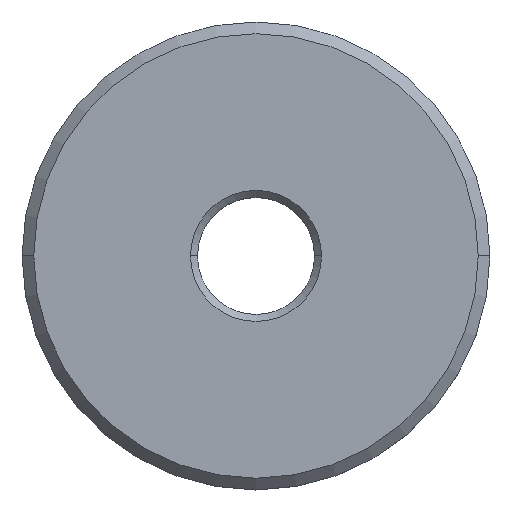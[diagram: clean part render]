
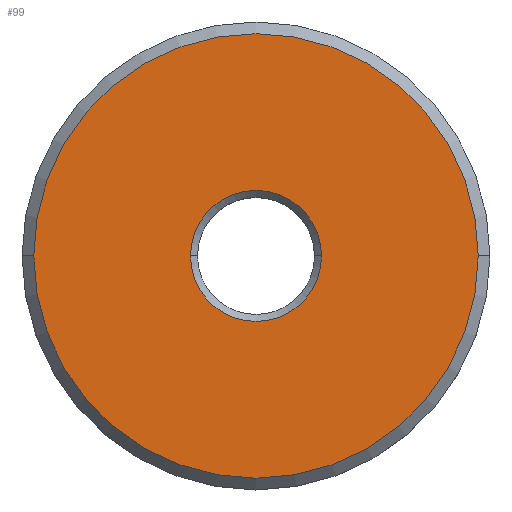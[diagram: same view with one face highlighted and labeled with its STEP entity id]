
A CAD part, top view. The second image highlights one B-rep face of the part: STEP entity #99.
In plain terms, the highlighted planar face has unit normal (0, 0, 1).
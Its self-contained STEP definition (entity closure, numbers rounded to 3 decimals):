
#3 = VERTEX_POINT ( 'NONE', #392 ) ;
#16 = ORIENTED_EDGE ( 'NONE', *, *, #178, .T. ) ;
#37 = VERTEX_POINT ( 'NONE', #239 ) ;
#91 = ORIENTED_EDGE ( 'NONE', *, *, #134, .T. ) ;
#92 = ORIENTED_EDGE ( 'NONE', *, *, #93, .T. ) ;
#93 = EDGE_CURVE ( 'NONE', #3, #37, #328, .T. ) ;
#99 = ADVANCED_FACE ( 'NONE', ( #367, #366 ), #365, .T. ) ;
#100 = EDGE_LOOP ( 'NONE', ( #156, #16 ) ) ;
#134 = EDGE_CURVE ( 'NONE', #37, #3, #412, .T. ) ;
#156 = ORIENTED_EDGE ( 'NONE', *, *, #157, .T. ) ;
#157 = EDGE_CURVE ( 'NONE', #180, #179, #543, .T. ) ;
#158 = EDGE_LOOP ( 'NONE', ( #91, #92 ) ) ;
#178 = EDGE_CURVE ( 'NONE', #179, #180, #472, .T. ) ;
#179 = VERTEX_POINT ( 'NONE', #501 ) ;
#180 = VERTEX_POINT ( 'NONE', #500 ) ;
#239 = CARTESIAN_POINT ( 'NONE',  ( 2.8, 0., 0. ) ) ;
#324 = DIRECTION ( 'NONE',  ( 1., 0., 0. ) ) ;
#325 = DIRECTION ( 'NONE',  ( 0., 0., -1. ) ) ;
#326 = CARTESIAN_POINT ( 'NONE',  ( 0., 0., 0. ) ) ;
#327 = AXIS2_PLACEMENT_3D ( 'NONE', #326, #325, #324 ) ;
#328 = CIRCLE ( 'NONE', #327, 2.8 ) ;
#360 = DIRECTION ( 'NONE',  ( 1., 0., 0. ) ) ;
#361 = DIRECTION ( 'NONE',  ( 0., 0., 1. ) ) ;
#362 = AXIS2_PLACEMENT_3D ( 'NONE', #364, #361, #360 ) ;
#364 = CARTESIAN_POINT ( 'NONE',  ( 0., 0., 0. ) ) ;
#365 = PLANE ( 'NONE',  #362 ) ;
#366 = FACE_BOUND ( 'NONE', #158, .T. ) ;
#367 = FACE_OUTER_BOUND ( 'NONE', #100, .T. ) ;
#392 = CARTESIAN_POINT ( 'NONE',  ( -2.8, 0., 0. ) ) ;
#404 = DIRECTION ( 'NONE',  ( 1., 0., 0. ) ) ;
#405 = DIRECTION ( 'NONE',  ( 0., 0., -1. ) ) ;
#406 = CARTESIAN_POINT ( 'NONE',  ( 0., 0., 0. ) ) ;
#407 = AXIS2_PLACEMENT_3D ( 'NONE', #406, #405, #404 ) ;
#412 = CIRCLE ( 'NONE', #407, 2.8 ) ;
#466 = CARTESIAN_POINT ( 'NONE',  ( 0., 0., 0. ) ) ;
#467 = AXIS2_PLACEMENT_3D ( 'NONE', #466, #503, #502 ) ;
#472 = CIRCLE ( 'NONE', #467, 9.5 ) ;
#500 = CARTESIAN_POINT ( 'NONE',  ( -9.5, 0., 0. ) ) ;
#501 = CARTESIAN_POINT ( 'NONE',  ( 9.5, 0., 0. ) ) ;
#502 = DIRECTION ( 'NONE',  ( 1., 0., 0. ) ) ;
#503 = DIRECTION ( 'NONE',  ( 0., 0., 1. ) ) ;
#534 = DIRECTION ( 'NONE',  ( 1., 0., 0. ) ) ;
#535 = DIRECTION ( 'NONE',  ( 0., 0., 1. ) ) ;
#536 = CARTESIAN_POINT ( 'NONE',  ( 0., 0., 0. ) ) ;
#537 = AXIS2_PLACEMENT_3D ( 'NONE', #536, #535, #534 ) ;
#543 = CIRCLE ( 'NONE', #537, 9.5 ) ;
